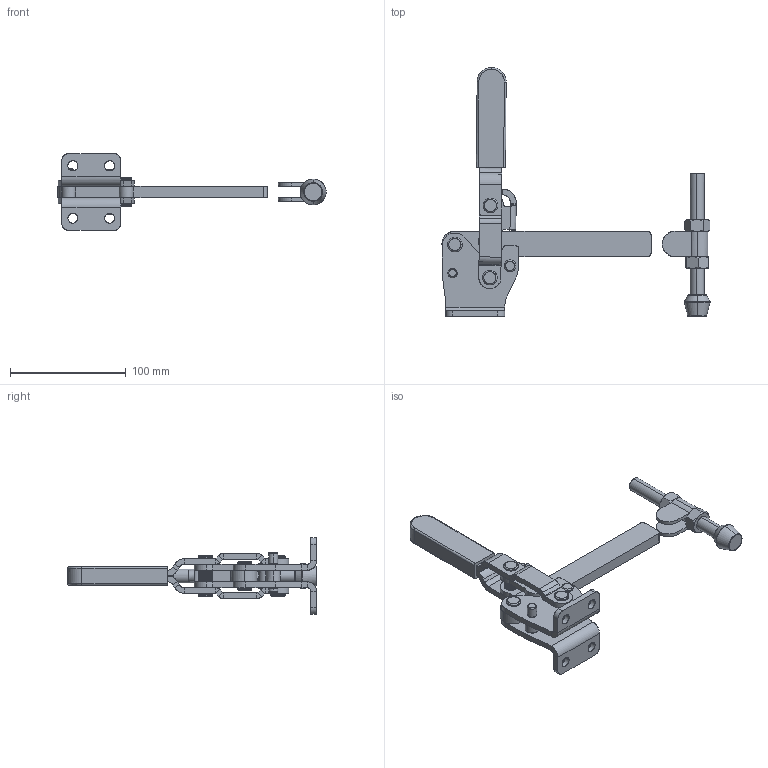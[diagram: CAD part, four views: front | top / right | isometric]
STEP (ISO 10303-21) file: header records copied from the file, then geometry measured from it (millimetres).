
FILE_DESCRIPTION(('CATIA V5 STEP Exchange'),'2;1');
FILE_NAME('TD2-47S.stp','2012-05-14T13:02:22+00:00',('none'),('none'),'CATIA Version 5 Release 19 SP 3 (IN-10)','CATIA V5 STEP AP203','none');
FILE_SCHEMA(('CONFIG_CONTROL_DESIGN'));
Products named in the file (1): 247-S
Bounding box: 231.46 x 214.88 x 66.37 mm (x, y, z)
Surface area: 70389.6 mm2 (no closed solid volume)
Topology: 0 solids, 457 shells, 464 faces, 5262 edges, 5255 vertices
Faces by surface type: plane 179, cylinder 154, bspline 100, revolution 31
Entity records: 48404 total; most frequent: CARTESIAN_POINT 23509, ORIENTED_EDGE 5269, EDGE_CURVE 5262, VERTEX_POINT 5255, B_SPLINE_CURVE_WITH_KNOTS 5047, DIRECTION 743, EDGE_LOOP 512, ADVANCED_FACE 464
